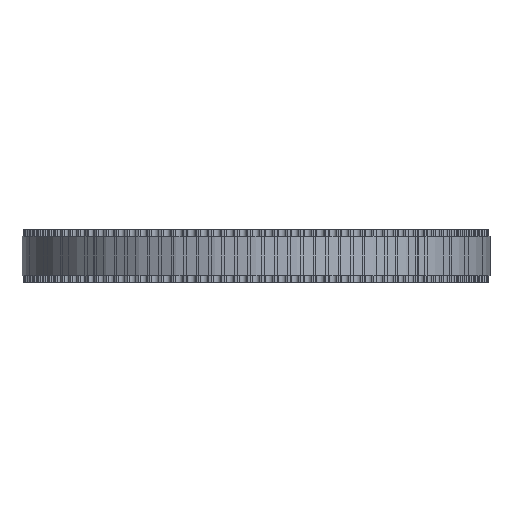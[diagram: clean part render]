
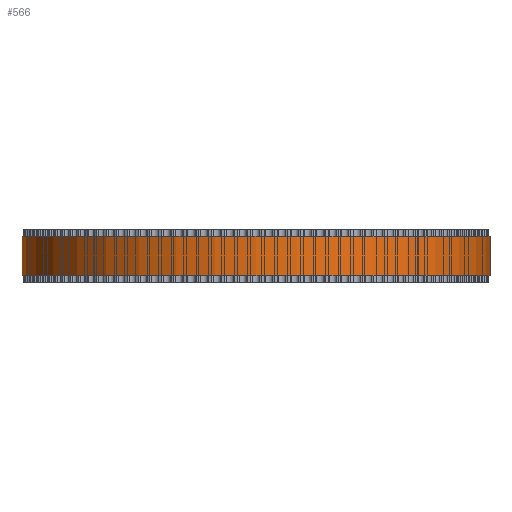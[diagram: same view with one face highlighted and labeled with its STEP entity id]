
A CAD part, front view. The second image highlights one B-rep face of the part: STEP entity #566.
In plain terms, the highlighted cylindrical face has radius 35.332 mm (diameter 70.665 mm), a full revolution.
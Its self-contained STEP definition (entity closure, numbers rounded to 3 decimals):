
#97=FACE_BOUND('',#1904,.T.);
#98=FACE_BOUND('',#1905,.T.);
#566=ADVANCED_FACE('',(#97,#98),#1011,.T.);
#1011=CYLINDRICAL_SURFACE('',#9911,35.332);
#1904=EDGE_LOOP('',(#5458));
#1905=EDGE_LOOP('',(#5459));
#5458=ORIENTED_EDGE('',*,*,#7682,.T.);
#5459=ORIENTED_EDGE('',*,*,#7683,.T.);
#6348=VERTEX_POINT('',#15700);
#6349=VERTEX_POINT('',#15702);
#7682=EDGE_CURVE('',#6348,#6348,#8572,.T.);
#7683=EDGE_CURVE('',#6349,#6349,#8573,.T.);
#8572=CIRCLE('',#9909,35.332);
#8573=CIRCLE('',#9910,35.332);
#9909=AXIS2_PLACEMENT_3D('',#15699,#13026,#13027);
#9910=AXIS2_PLACEMENT_3D('',#15701,#13028,#13029);
#9911=AXIS2_PLACEMENT_3D('',#15703,#13030,#13031);
#13026=DIRECTION('',(0.,0.,1.));
#13027=DIRECTION('',(1.,0.,0.));
#13028=DIRECTION('',(0.,0.,-1.));
#13029=DIRECTION('',(1.,0.,0.));
#13030=DIRECTION('',(0.,0.,1.));
#13031=DIRECTION('',(1.,0.,0.));
#15699=CARTESIAN_POINT('',(0.,0.,1.));
#15700=CARTESIAN_POINT('',(35.332,0.,1.));
#15701=CARTESIAN_POINT('',(0.,0.,7.));
#15702=CARTESIAN_POINT('',(35.332,0.,7.));
#15703=CARTESIAN_POINT('',(0.,0.,1.));
